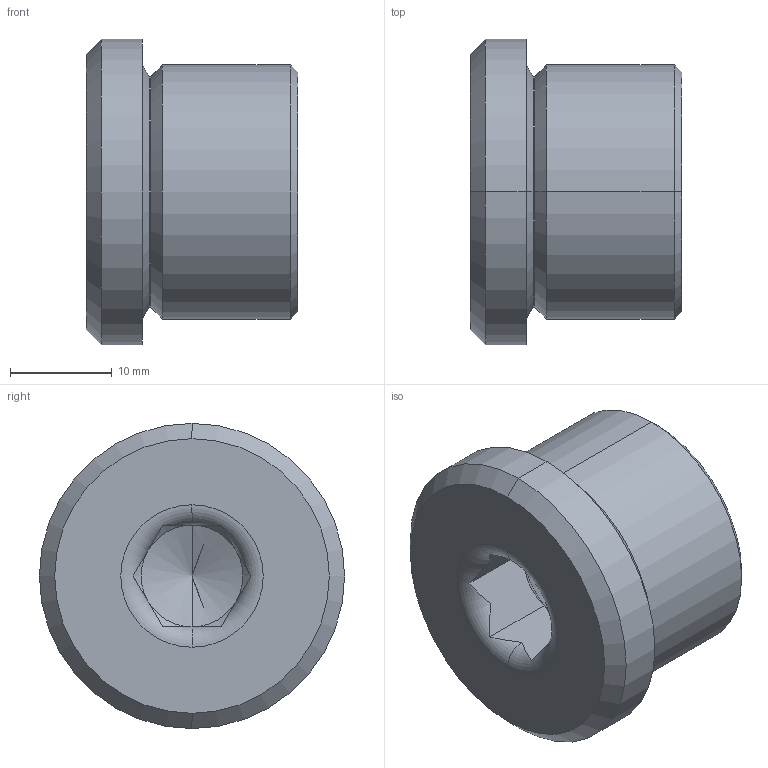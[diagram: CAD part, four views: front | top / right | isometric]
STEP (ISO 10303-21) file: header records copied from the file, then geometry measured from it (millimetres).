
FILE_DESCRIPTION (( 'STEP AP203' ), '1' );
FILE_NAME ('767DM3.STEP', '2017-07-06T13:09:46', ( '' ), ( '' ), 'SwSTEP 2.0', 'SolidWorks 2017', '' );
FILE_SCHEMA (( 'CONFIG_CONTROL_DESIGN' ));
Length unit declared in the file: millimetre
Products named in the file (1): 767DM3
Bounding box: 20.8 x 30 x 30 mm (x, y, z)
Volume: 9848.6 mm3; surface area: 3585.4 mm2
Topology: 1 solids, 1 shells, 38 faces, 82 edges, 46 vertices
Faces by surface type: cone 19, plane 9, cylinder 8, torus 2
Entity records: 1196 total; most frequent: CARTESIAN_POINT 320, DIRECTION 173, ORIENTED_EDGE 160, EDGE_CURVE 80, AXIS2_PLACEMENT_3D 73, VERTEX_POINT 46, EDGE_LOOP 40, ADVANCED_FACE 38
